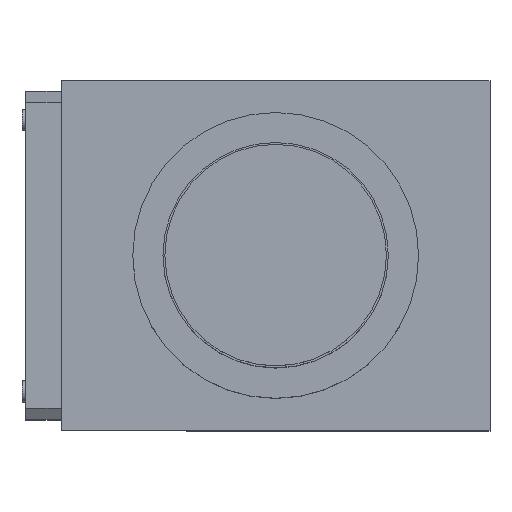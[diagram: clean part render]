
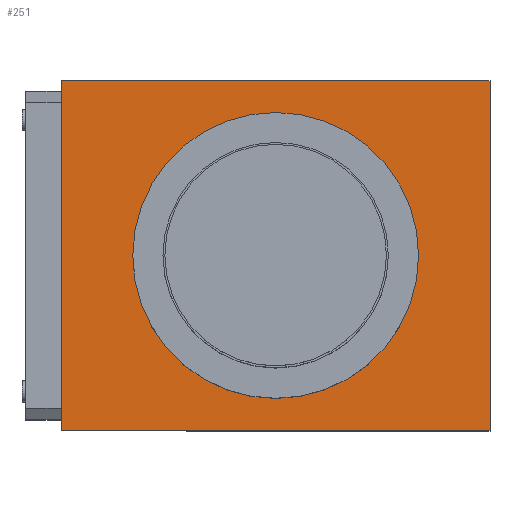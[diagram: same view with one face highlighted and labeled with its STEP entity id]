
A CAD part, top view. The second image highlights one B-rep face of the part: STEP entity #251.
In plain terms, the highlighted planar face has unit normal (0, 0, 1).
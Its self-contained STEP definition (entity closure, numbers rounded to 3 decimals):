
#99=LINE('',#1433,#171);
#114=LINE('',#1484,#186);
#115=LINE('',#1487,#187);
#116=LINE('',#1489,#188);
#117=LINE('',#1491,#189);
#118=LINE('',#1492,#190);
#171=VECTOR('',#1132,1.);
#186=VECTOR('',#1181,1.);
#187=VECTOR('',#1182,1.);
#188=VECTOR('',#1183,1.);
#189=VECTOR('',#1184,1.);
#190=VECTOR('',#1185,1.);
#251=ADVANCED_FACE('',(#357,#358),#311,.T.);
#311=PLANE('',#1025);
#357=FACE_BOUND('',#413,.T.);
#358=FACE_BOUND('',#414,.T.);
#413=EDGE_LOOP('',(#522,#523,#524,#525,#526,#527));
#414=EDGE_LOOP('',(#528));
#522=ORIENTED_EDGE('',*,*,#841,.T.);
#523=ORIENTED_EDGE('',*,*,#842,.F.);
#524=ORIENTED_EDGE('',*,*,#843,.F.);
#525=ORIENTED_EDGE('',*,*,#844,.F.);
#526=ORIENTED_EDGE('',*,*,#819,.F.);
#527=ORIENTED_EDGE('',*,*,#845,.T.);
#528=ORIENTED_EDGE('',*,*,#846,.F.);
#731=VERTEX_POINT('',#1432);
#732=VERTEX_POINT('',#1434);
#751=VERTEX_POINT('',#1485);
#752=VERTEX_POINT('',#1486);
#753=VERTEX_POINT('',#1488);
#754=VERTEX_POINT('',#1490);
#755=VERTEX_POINT('',#1494);
#819=EDGE_CURVE('',#731,#732,#99,.T.);
#841=EDGE_CURVE('',#751,#752,#114,.T.);
#842=EDGE_CURVE('',#753,#752,#115,.T.);
#843=EDGE_CURVE('',#754,#753,#116,.T.);
#844=EDGE_CURVE('',#732,#754,#117,.T.);
#845=EDGE_CURVE('',#731,#751,#118,.T.);
#846=EDGE_CURVE('',#755,#755,#943,.T.);
#943=CIRCLE('',#1024,40.);
#1024=AXIS2_PLACEMENT_3D('',#1493,#1186,#1187);
#1025=AXIS2_PLACEMENT_3D('',#1495,#1188,#1189);
#1132=DIRECTION('',(-1.,0.,0.));
#1181=DIRECTION('',(-1.,0.,0.));
#1182=DIRECTION('',(0.,1.,0.));
#1183=DIRECTION('',(0.,1.,0.));
#1184=DIRECTION('',(0.,1.,0.));
#1185=DIRECTION('',(0.,1.,0.));
#1186=DIRECTION('',(0.,0.,1.));
#1187=DIRECTION('',(-1.,0.,0.));
#1188=DIRECTION('',(0.,0.,1.));
#1189=DIRECTION('',(0.,-1.,0.));
#1432=CARTESIAN_POINT('',(60.,-49.,0.));
#1433=CARTESIAN_POINT('',(60.,-49.,0.));
#1434=CARTESIAN_POINT('',(-60.,-49.,0.));
#1484=CARTESIAN_POINT('',(60.,49.,0.));
#1485=CARTESIAN_POINT('',(60.,49.,0.));
#1486=CARTESIAN_POINT('',(-60.,49.,0.));
#1487=CARTESIAN_POINT('',(-60.,-49.,0.));
#1488=CARTESIAN_POINT('',(-60.,45.598,0.));
#1489=CARTESIAN_POINT('',(-60.,-49.,0.));
#1490=CARTESIAN_POINT('',(-60.,-45.598,0.));
#1491=CARTESIAN_POINT('',(-60.,-49.,0.));
#1492=CARTESIAN_POINT('',(60.,-49.,0.));
#1493=CARTESIAN_POINT('',(0.,0.,0.));
#1494=CARTESIAN_POINT('',(-40.,0.,0.));
#1495=CARTESIAN_POINT('',(60.,-49.,0.));
